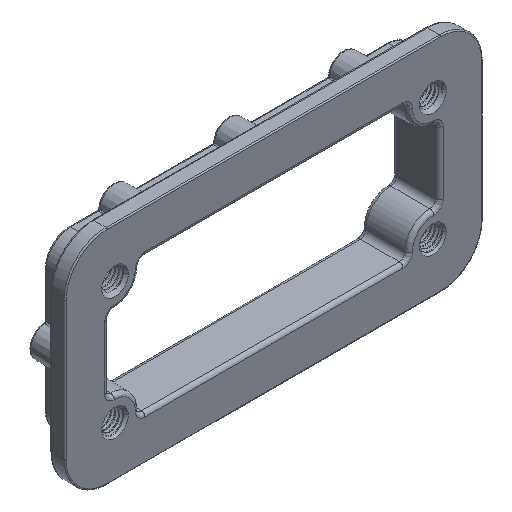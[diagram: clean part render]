
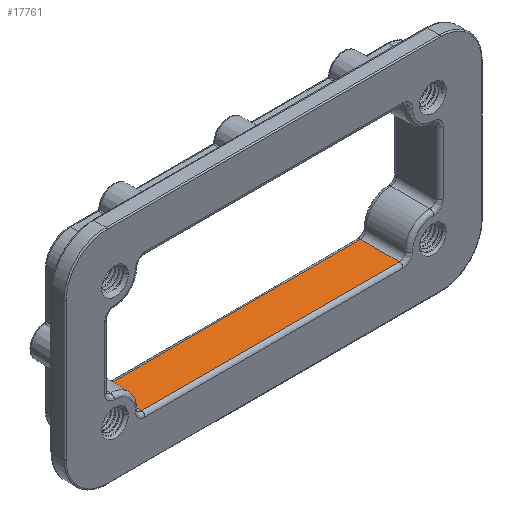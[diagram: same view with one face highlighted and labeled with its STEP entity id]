
A CAD part, isometric view. The second image highlights one B-rep face of the part: STEP entity #17761.
In plain terms, the highlighted planar face has unit normal (0, -0.018, 1).
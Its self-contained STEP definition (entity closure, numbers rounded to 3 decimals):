
#6458=DIRECTION('',(-1.,0.,0.));
#6459=VECTOR('',#6458,67.385);
#6460=CARTESIAN_POINT('',(33.693,0.983,
-17.692));
#6461=LINE('',#6460,#6459);
#6462=DIRECTION('',(-0.017,-1.,-0.017));
#6463=VECTOR('',#6462,10.003);
#6464=CARTESIAN_POINT('',(-33.518,10.983,
-17.518));
#6465=LINE('',#6464,#6463);
#6466=DIRECTION('',(1.,0.,0.));
#6467=VECTOR('',#6466,67.036);
#6468=CARTESIAN_POINT('',(-33.518,10.983,
-17.518));
#6469=LINE('',#6468,#6467);
#6470=DIRECTION('',(0.017,-1.,-0.017));
#6471=VECTOR('',#6470,10.003);
#6472=CARTESIAN_POINT('',(33.518,10.983,-17.518));
#6473=LINE('',#6472,#6471);
#6562=CARTESIAN_POINT('',(33.693,0.983,
-17.692));
#9405=VERTEX_POINT('',#6562);
#9408=CARTESIAN_POINT('',(-33.693,0.983,
-17.692));
#9409=VERTEX_POINT('',#9408);
#9436=CARTESIAN_POINT('',(-33.518,10.983,
-17.518));
#9437=VERTEX_POINT('',#9436);
#9440=CARTESIAN_POINT('',(33.518,10.983,-17.518));
#9441=VERTEX_POINT('',#9440);
#17747=CARTESIAN_POINT('',(37.63,12.,-17.5));
#17748=DIRECTION('',(0.,0.017,-1.));
#17749=DIRECTION('',(1.,0.,0.));
#17750=AXIS2_PLACEMENT_3D('',#17747,#17748,#17749);
#17751=PLANE('',#17750);
#17753=ORIENTED_EDGE('',*,*,#17752,.T.);
#17755=ORIENTED_EDGE('',*,*,#17754,.F.);
#17756=ORIENTED_EDGE('',*,*,#17741,.T.);
#17758=ORIENTED_EDGE('',*,*,#17757,.T.);
#17759=EDGE_LOOP('',(#17753,#17755,#17756,#17758));
#17760=FACE_OUTER_BOUND('',#17759,.F.);
#17741=EDGE_CURVE('',#9437,#9441,#6469,.T.);
#17752=EDGE_CURVE('',#9405,#9409,#6461,.T.);
#17754=EDGE_CURVE('',#9437,#9409,#6465,.T.);
#17757=EDGE_CURVE('',#9441,#9405,#6473,.T.);
#17761=ADVANCED_FACE('',(#17760),#17751,.F.);
